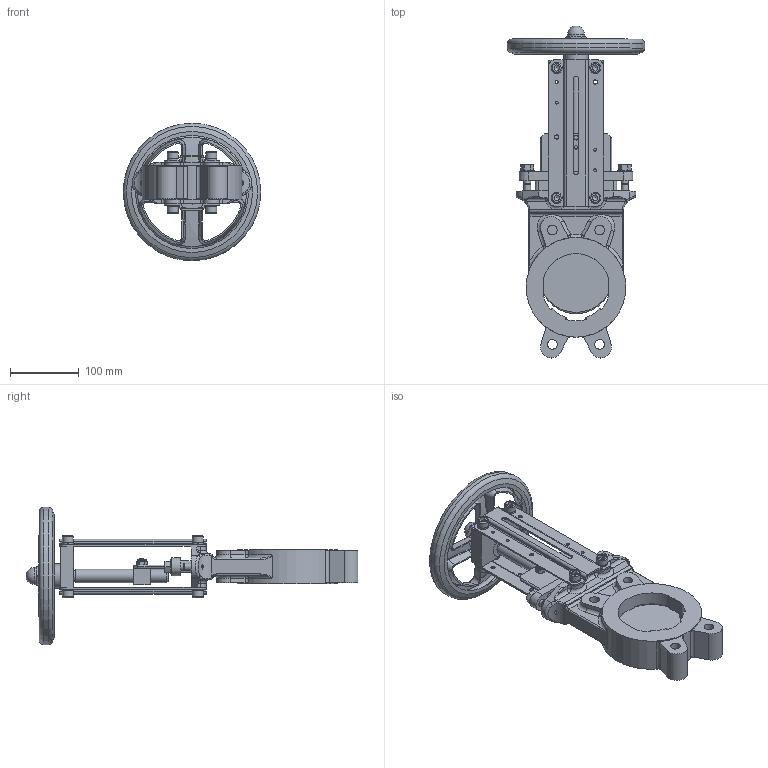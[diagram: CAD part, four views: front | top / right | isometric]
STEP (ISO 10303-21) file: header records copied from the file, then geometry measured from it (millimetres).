
FILE_DESCRIPTION(/* description */ ('178100'),/* implementation_level */ '2;1');
FILE_NAME(/* name */ '178100.stp',/* time_stamp */ '2019-02-18T11:34:05+01:00',/* author */ ('jmorand'),/* organization */ ('Sferaco'),/* preprocessor_version */ 'ST-DEVELOPER v17',/* originating_system */ 'Autodesk Inventor 2019',/* authorisation */ '');
FILE_SCHEMA (('AUTOMOTIVE_DESIGN { 1 0 10303 214 3 1 1 }'));
Length unit declared in the file: millimetre
Products named in the file (1): 178100
Bounding box: 200 x 482.79 x 200 mm (x, y, z)
Volume: 1522953.4 mm3; surface area: 389847.7 mm2
Topology: 27 solids, 32 shells, 1516 faces, 3962 edges, 2575 vertices
Faces by surface type: plane 670, cylinder 308, bspline 298, cone 149, torus 74, sphere 17
Full cylindrical faces by diameter (mm): 3.5 x2, 4.2 x6, 5 x2, 6 x6, 6.5 x1, 8 x4, 8.5 x16, 9 x4, 10 x15, 10.5 x10, 12 x2, 13 x4, 14 x8, 15.5 x1, 16 x8, 20 x4, 25 x1, 30 x1, 35 x1, 145 x1, 196 x1, 200 x1
Entity records: 59367 total; most frequent: CARTESIAN_POINT 22335, ORIENTED_EDGE 7866, DIRECTION 6937, EDGE_CURVE 3933, AXIS2_PLACEMENT_3D 2576, VERTEX_POINT 2575, LINE 1785, VECTOR 1785
